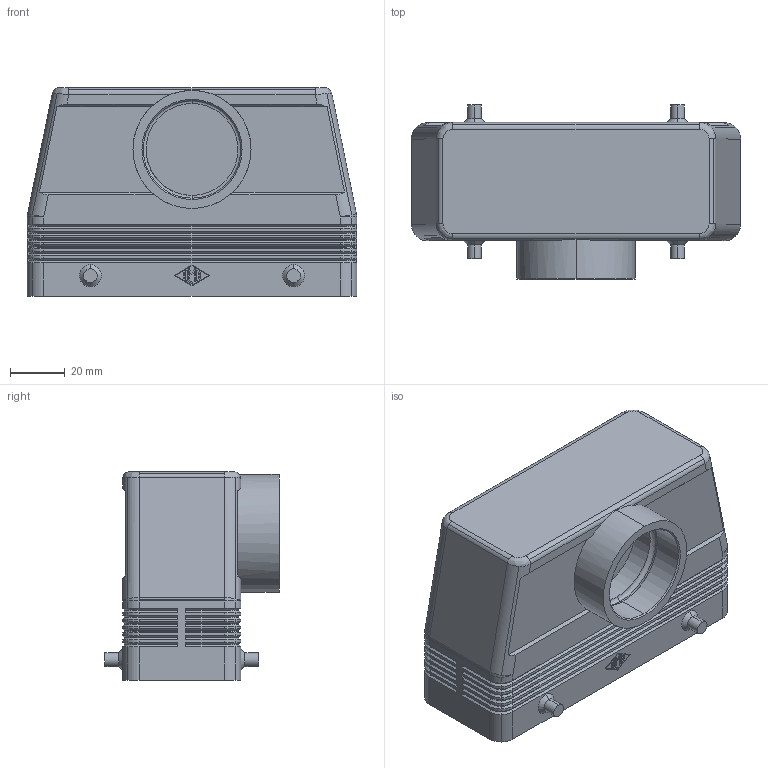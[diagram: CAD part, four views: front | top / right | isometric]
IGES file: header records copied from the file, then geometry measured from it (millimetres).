
Global section: file name: No Iges File Name specified; native system: AutoDesk Inventor R6.1; preprocessor: AutoDesk Inventor Iges Exporter R6.1; author: No Author specified; organization: No Organization specified; date: 20070102.120421; units: millimetre
Bounding box: 120 x 63.5 x 76 mm (x, y, z)
Volume: 95224.3 mm3; surface area: 57822.9 mm2
Topology: 1 solids, 1 shells, 522 faces, 1231 edges, 722 vertices
Faces by surface type: plane 200, cylinder 106, cone 100, bspline 88, revolution 24, sphere 4
